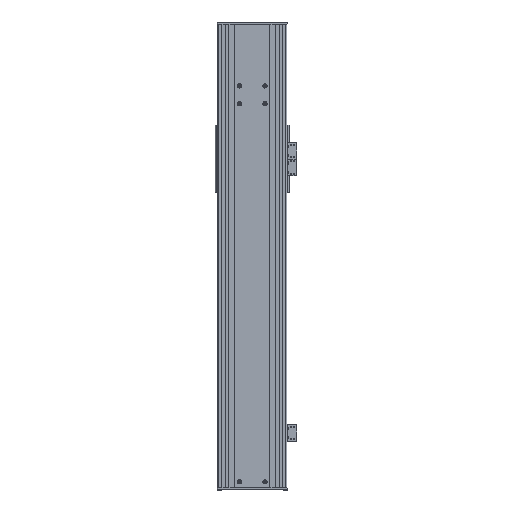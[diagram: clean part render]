
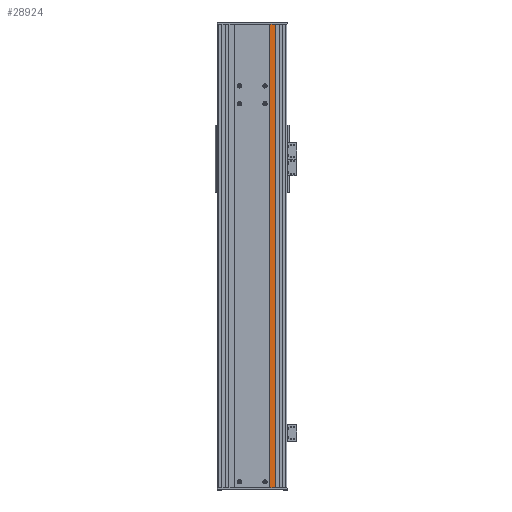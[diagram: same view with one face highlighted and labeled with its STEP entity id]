
A CAD part, front view. The second image highlights one B-rep face of the part: STEP entity #28924.
In plain terms, the highlighted planar face has unit normal (0, -1, 0).
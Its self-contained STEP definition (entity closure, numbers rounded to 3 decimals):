
#1775 = AXIS2_PLACEMENT_3D ( 'NONE', #3095, #42291, #8801 ) ;
#3095 = CARTESIAN_POINT ( 'NONE',  ( 39.5, -2., -1035. ) ) ;
#5820 = DIRECTION ( 'NONE',  ( 1., 0., 0. ) ) ;
#8567 = PLANE ( 'NONE',  #1775 ) ;
#8801 = DIRECTION ( 'NONE',  ( 0., 0., -1. ) ) ;
#9274 = VERTEX_POINT ( 'NONE', #31484 ) ;
#12215 = EDGE_LOOP ( 'NONE', ( #14034, #57589, #39182, #71716 ) ) ;
#14034 = ORIENTED_EDGE ( 'NONE', *, *, #64171, .F. ) ;
#17221 = VECTOR ( 'NONE', #57178, 1000. ) ;
#18753 = LINE ( 'NONE', #56211, #30194 ) ;
#19129 = EDGE_CURVE ( 'NONE', #9274, #41694, #32174, .T. ) ;
#22999 = VERTEX_POINT ( 'NONE', #72191 ) ;
#24167 = FACE_OUTER_BOUND ( 'NONE', #12215, .T. ) ;
#26395 = LINE ( 'NONE', #27855, #67475 ) ;
#27855 = CARTESIAN_POINT ( 'NONE',  ( 39.5, -2., -1035. ) ) ;
#28924 = ADVANCED_FACE ( 'NONE', ( #24167 ), #8567, .T. ) ;
#30194 = VECTOR ( 'NONE', #5820, 1000. ) ;
#31484 = CARTESIAN_POINT ( 'NONE',  ( 52., -2., -1035. ) ) ;
#32174 = LINE ( 'NONE', #40344, #17221 ) ;
#32932 = VERTEX_POINT ( 'NONE', #48938 ) ;
#36314 = VECTOR ( 'NONE', #39120, 1000. ) ;
#39120 = DIRECTION ( 'NONE',  ( 1., 0., 0. ) ) ;
#39182 = ORIENTED_EDGE ( 'NONE', *, *, #60899, .T. ) ;
#40344 = CARTESIAN_POINT ( 'NONE',  ( 52., -2., -1035. ) ) ;
#41694 = VERTEX_POINT ( 'NONE', #72324 ) ;
#42291 = DIRECTION ( 'NONE',  ( 0., -1., 0. ) ) ;
#48938 = CARTESIAN_POINT ( 'NONE',  ( 39.5, -2., -1035. ) ) ;
#50786 = EDGE_CURVE ( 'NONE', #32932, #22999, #26395, .T. ) ;
#56211 = CARTESIAN_POINT ( 'NONE',  ( 39.5, -2., 0. ) ) ;
#57178 = DIRECTION ( 'NONE',  ( 0., 0., 1. ) ) ;
#57589 = ORIENTED_EDGE ( 'NONE', *, *, #50786, .F. ) ;
#60899 = EDGE_CURVE ( 'NONE', #32932, #9274, #66031, .T. ) ;
#64171 = EDGE_CURVE ( 'NONE', #22999, #41694, #18753, .T. ) ;
#66031 = LINE ( 'NONE', #72614, #36314 ) ;
#67475 = VECTOR ( 'NONE', #72579, 1000. ) ;
#71716 = ORIENTED_EDGE ( 'NONE', *, *, #19129, .T. ) ;
#72191 = CARTESIAN_POINT ( 'NONE',  ( 39.5, -2., 0. ) ) ;
#72324 = CARTESIAN_POINT ( 'NONE',  ( 52., -2., 0. ) ) ;
#72579 = DIRECTION ( 'NONE',  ( 0., 0., 1. ) ) ;
#72614 = CARTESIAN_POINT ( 'NONE',  ( 39.5, -2., -1035. ) ) ;
